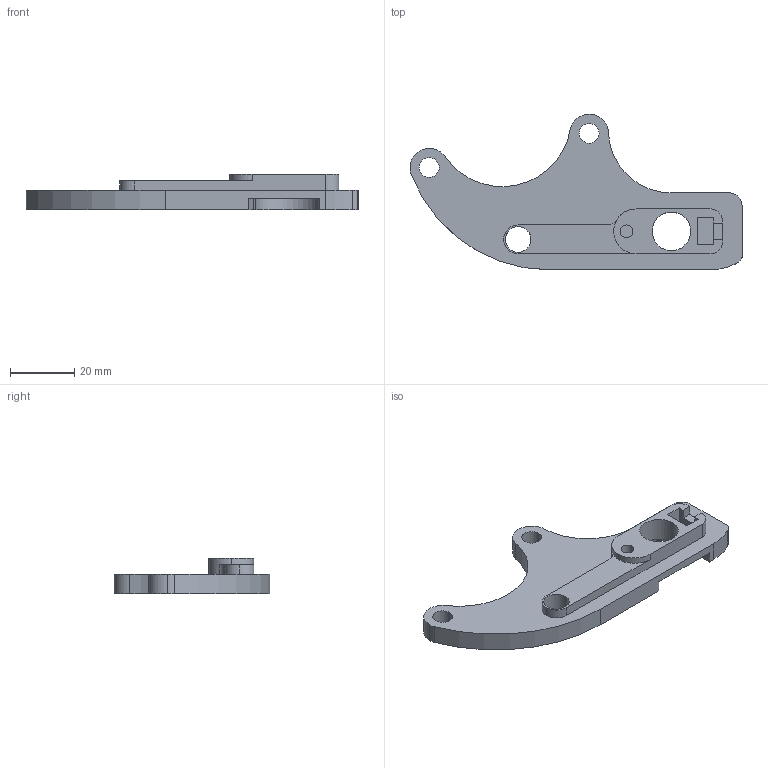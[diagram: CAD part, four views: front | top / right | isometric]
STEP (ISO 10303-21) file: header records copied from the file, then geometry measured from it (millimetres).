
FILE_DESCRIPTION (( 'STEP AP214' ), '1' );
FILE_NAME ('DR4061.STEP', '2020-10-30T17:03:01', ( '' ), ( '' ), 'SwSTEP 2.0', 'SolidWorks 2021', '' );
FILE_SCHEMA (( 'AUTOMOTIVE_DESIGN' ));
Length unit declared in the file: millimetre
Products named in the file (1): DR4061
Bounding box: 103.52 x 48.56 x 11 mm (x, y, z)
Volume: 16726.7 mm3; surface area: 8540.3 mm2
Topology: 1 solids, 1 shells, 53 faces, 147 edges, 98 vertices
Faces by surface type: cylinder 29, plane 24
Entity records: 1770 total; most frequent: DIRECTION 314, CARTESIAN_POINT 299, ORIENTED_EDGE 294, EDGE_CURVE 147, AXIS2_PLACEMENT_3D 113, VERTEX_POINT 98, LINE 88, VECTOR 88
